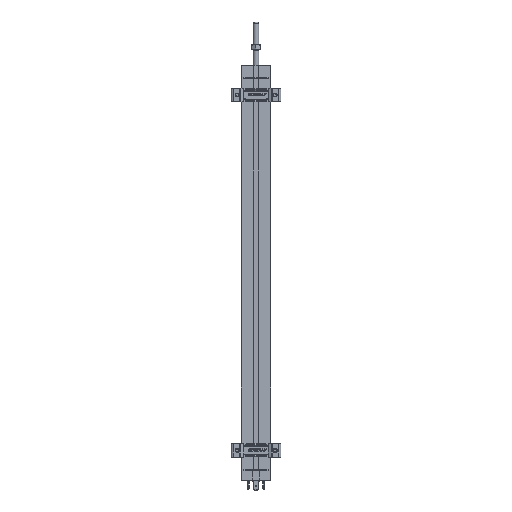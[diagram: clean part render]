
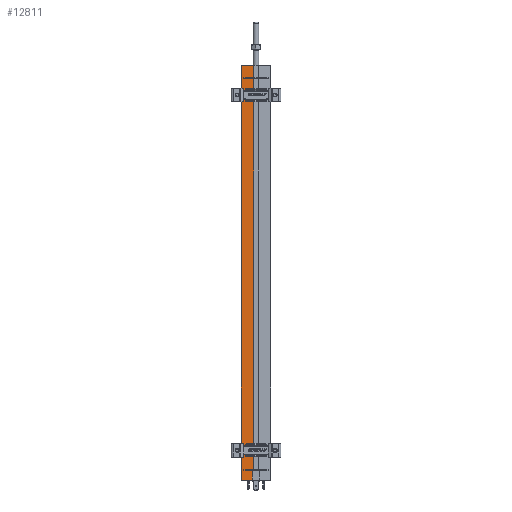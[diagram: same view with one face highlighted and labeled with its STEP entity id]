
A CAD part, front view. The second image highlights one B-rep face of the part: STEP entity #12811.
In plain terms, the highlighted planar face has unit normal (0, -1, 0).
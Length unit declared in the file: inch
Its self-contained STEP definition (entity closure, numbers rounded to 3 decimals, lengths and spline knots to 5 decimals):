
#209 = VERTEX_POINT ( 'NONE', #76052 ) ;
#413 = VECTOR ( 'NONE', #29736, 39.37008 ) ;
#624 = EDGE_CURVE ( 'NONE', #47415, #6380, #53171, .T. ) ;
#887 = ORIENTED_EDGE ( 'NONE', *, *, #9971, .F. ) ;
#1212 = CARTESIAN_POINT ( 'NONE',  ( 0.54724, 0., 0. ) ) ;
#2346 = LINE ( 'NONE', #57669, #30601 ) ;
#2411 = DIRECTION ( 'NONE',  ( 1., 0., 0. ) ) ;
#4734 = DIRECTION ( 'NONE',  ( 0., 0., -1. ) ) ;
#4820 = CARTESIAN_POINT ( 'NONE',  ( 0.54724, 0., -17.30315 ) ) ;
#5600 = LINE ( 'NONE', #4820, #31485 ) ;
#5791 = VERTEX_POINT ( 'NONE', #13940 ) ;
#6088 = ORIENTED_EDGE ( 'NONE', *, *, #29067, .T. ) ;
#6380 = VERTEX_POINT ( 'NONE', #6579 ) ;
#6579 = CARTESIAN_POINT ( 'NONE',  ( 0.11811, 0., 0. ) ) ;
#9256 = CARTESIAN_POINT ( 'NONE',  ( 1.20079, 0., -17.30315 ) ) ;
#9407 = VECTOR ( 'NONE', #33773, 39.37008 ) ;
#9673 = VERTEX_POINT ( 'NONE', #39454 ) ;
#9971 = EDGE_CURVE ( 'NONE', #209, #9673, #53906, .T. ) ;
#10131 = ORIENTED_EDGE ( 'NONE', *, *, #58031, .F. ) ;
#10235 = VERTEX_POINT ( 'NONE', #27410 ) ;
#10750 = CARTESIAN_POINT ( 'NONE',  ( 0., 0., 0.60236 ) ) ;
#11248 = CARTESIAN_POINT ( 'NONE',  ( 1.20079, 0., -17.34252 ) ) ;
#11595 = CARTESIAN_POINT ( 'NONE',  ( 0.48819, 0., -17.77559 ) ) ;
#12811 = ADVANCED_FACE ( 'NONE', ( #24072 ), #47766, .T. ) ;
#13481 = VECTOR ( 'NONE', #33748, 39.37008 ) ;
#13940 = CARTESIAN_POINT ( 'NONE',  ( 0., 0., 0.60236 ) ) ;
#14789 = EDGE_CURVE ( 'NONE', #73228, #38740, #2346, .T. ) ;
#15655 = CARTESIAN_POINT ( 'NONE',  ( 1.20079, 0., 0. ) ) ;
#18007 = EDGE_LOOP ( 'NONE', ( #51276, #67735, #63556, #6088, #59592, #10131, #887, #67945, #65663, #69516, #57915, #46752 ) ) ;
#20056 = AXIS2_PLACEMENT_3D ( 'NONE', #64284, #56773, #38581 ) ;
#21408 = VECTOR ( 'NONE', #40171, 39.37008 ) ;
#21647 = EDGE_CURVE ( 'NONE', #38546, #10235, #49508, .T. ) ;
#21717 = VECTOR ( 'NONE', #2411, 39.37008 ) ;
#23584 = CARTESIAN_POINT ( 'NONE',  ( 0.11811, 0., 0.03937 ) ) ;
#24072 = FACE_OUTER_BOUND ( 'NONE', #18007, .T. ) ;
#24887 = CARTESIAN_POINT ( 'NONE',  ( 0.54724, 0., -17.30315 ) ) ;
#25272 = EDGE_CURVE ( 'NONE', #53863, #38546, #38367, .T. ) ;
#26113 = EDGE_CURVE ( 'NONE', #45786, #66206, #63443, .T. ) ;
#27410 = CARTESIAN_POINT ( 'NONE',  ( 0.54134, 0., 0.60236 ) ) ;
#28315 = EDGE_CURVE ( 'NONE', #209, #66206, #57838, .T. ) ;
#29067 = EDGE_CURVE ( 'NONE', #5791, #73228, #71288, .T. ) ;
#29736 = DIRECTION ( 'NONE',  ( -1., 0., 0. ) ) ;
#30601 = VECTOR ( 'NONE', #68769, 39.37008 ) ;
#31485 = VECTOR ( 'NONE', #77177, 39.37008 ) ;
#33748 = DIRECTION ( 'NONE',  ( 0., 0., 1. ) ) ;
#33773 = DIRECTION ( 'NONE',  ( -1., 0., 0. ) ) ;
#34930 = VECTOR ( 'NONE', #55505, 39.37008 ) ;
#36987 = DIRECTION ( 'NONE',  ( 0., 0., 1. ) ) ;
#37282 = CARTESIAN_POINT ( 'NONE',  ( 0.54134, 0., 0.03937 ) ) ;
#38367 = LINE ( 'NONE', #62518, #21717 ) ;
#38546 = VERTEX_POINT ( 'NONE', #74513 ) ;
#38581 = DIRECTION ( 'NONE',  ( 0., 0., -1. ) ) ;
#38740 = VERTEX_POINT ( 'NONE', #11595 ) ;
#39454 = CARTESIAN_POINT ( 'NONE',  ( 0.48819, 0., -17.34252 ) ) ;
#40171 = DIRECTION ( 'NONE',  ( -1., 0., 0. ) ) ;
#41224 = CARTESIAN_POINT ( 'NONE',  ( 0., 0., 0.03937 ) ) ;
#41363 = LINE ( 'NONE', #23584, #74666 ) ;
#42765 = CARTESIAN_POINT ( 'NONE',  ( 0.11811, 0., -17.30315 ) ) ;
#43929 = EDGE_CURVE ( 'NONE', #6380, #53863, #41363, .T. ) ;
#45786 = VERTEX_POINT ( 'NONE', #24887 ) ;
#46752 = ORIENTED_EDGE ( 'NONE', *, *, #43929, .T. ) ;
#47415 = VERTEX_POINT ( 'NONE', #1212 ) ;
#47766 = PLANE ( 'NONE',  #20056 ) ;
#49508 = LINE ( 'NONE', #37282, #34930 ) ;
#51276 = ORIENTED_EDGE ( 'NONE', *, *, #25272, .T. ) ;
#53171 = LINE ( 'NONE', #15655, #21408 ) ;
#53863 = VERTEX_POINT ( 'NONE', #59238 ) ;
#53906 = LINE ( 'NONE', #11248, #71887 ) ;
#55505 = DIRECTION ( 'NONE',  ( 0., 0., 1. ) ) ;
#56773 = DIRECTION ( 'NONE',  ( 0., -1., 0. ) ) ;
#57669 = CARTESIAN_POINT ( 'NONE',  ( 0., 0., -17.77559 ) ) ;
#57838 = LINE ( 'NONE', #65337, #13481 ) ;
#57915 = ORIENTED_EDGE ( 'NONE', *, *, #624, .T. ) ;
#58000 = VECTOR ( 'NONE', #4734, 39.37008 ) ;
#58031 = EDGE_CURVE ( 'NONE', #9673, #38740, #58888, .T. ) ;
#58616 = DIRECTION ( 'NONE',  ( 0., 0., -1. ) ) ;
#58622 = CARTESIAN_POINT ( 'NONE',  ( 0., 0., -17.77559 ) ) ;
#58888 = LINE ( 'NONE', #66012, #58000 ) ;
#59238 = CARTESIAN_POINT ( 'NONE',  ( 0.11811, 0., 0.03937 ) ) ;
#59592 = ORIENTED_EDGE ( 'NONE', *, *, #14789, .T. ) ;
#59788 = LINE ( 'NONE', #10750, #413 ) ;
#60255 = DIRECTION ( 'NONE',  ( 1., 0., 0. ) ) ;
#62518 = CARTESIAN_POINT ( 'NONE',  ( 0.09843, 0., 0.03937 ) ) ;
#62853 = VECTOR ( 'NONE', #58616, 39.37008 ) ;
#63443 = LINE ( 'NONE', #9256, #9407 ) ;
#63556 = ORIENTED_EDGE ( 'NONE', *, *, #66016, .T. ) ;
#63563 = EDGE_CURVE ( 'NONE', #45786, #47415, #5600, .T. ) ;
#64284 = CARTESIAN_POINT ( 'NONE',  ( 0., 0., 0.03937 ) ) ;
#65337 = CARTESIAN_POINT ( 'NONE',  ( 0.11811, 0., -17.34252 ) ) ;
#65663 = ORIENTED_EDGE ( 'NONE', *, *, #26113, .F. ) ;
#66012 = CARTESIAN_POINT ( 'NONE',  ( 0.48819, 0., -17.34252 ) ) ;
#66016 = EDGE_CURVE ( 'NONE', #10235, #5791, #59788, .T. ) ;
#66206 = VERTEX_POINT ( 'NONE', #42765 ) ;
#67735 = ORIENTED_EDGE ( 'NONE', *, *, #21647, .T. ) ;
#67945 = ORIENTED_EDGE ( 'NONE', *, *, #28315, .T. ) ;
#68769 = DIRECTION ( 'NONE',  ( 1., 0., 0. ) ) ;
#69516 = ORIENTED_EDGE ( 'NONE', *, *, #63563, .T. ) ;
#71288 = LINE ( 'NONE', #41224, #62853 ) ;
#71887 = VECTOR ( 'NONE', #60255, 39.37008 ) ;
#73228 = VERTEX_POINT ( 'NONE', #58622 ) ;
#74513 = CARTESIAN_POINT ( 'NONE',  ( 0.54134, 0., 0.03937 ) ) ;
#74666 = VECTOR ( 'NONE', #36987, 39.37008 ) ;
#76052 = CARTESIAN_POINT ( 'NONE',  ( 0.11811, 0., -17.34252 ) ) ;
#77177 = DIRECTION ( 'NONE',  ( 0., 0., 1. ) ) ;
